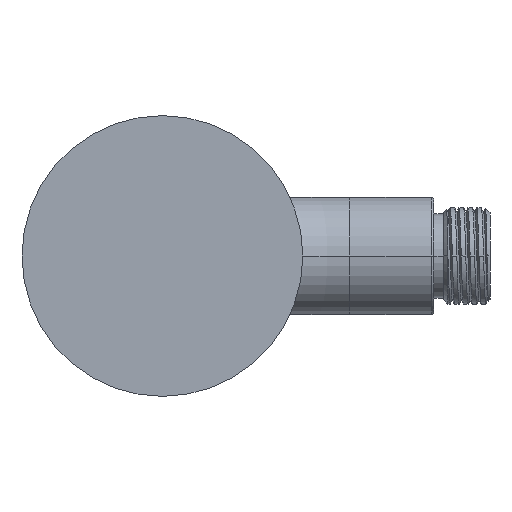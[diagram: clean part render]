
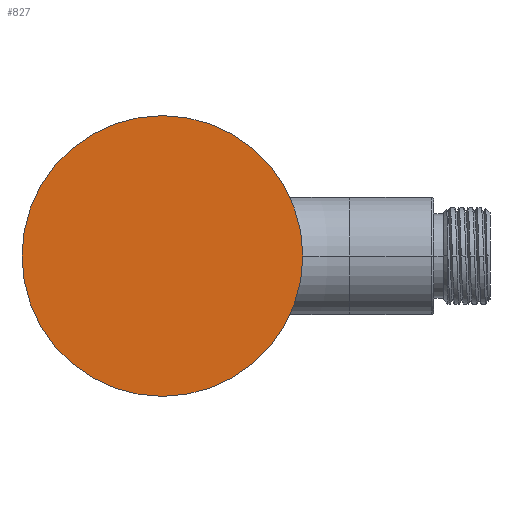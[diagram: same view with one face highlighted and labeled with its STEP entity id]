
A CAD part, left-side view. The second image highlights one B-rep face of the part: STEP entity #827.
In plain terms, the highlighted planar face has unit normal (-1, 0, 0).
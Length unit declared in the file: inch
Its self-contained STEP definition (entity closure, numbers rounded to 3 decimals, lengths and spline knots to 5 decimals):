
#1=CARTESIAN_POINT('',(0.,0.,0.));
#2=DIRECTION('',(1.,0.,0.));
#3=DIRECTION('',(0.,0.,-1.));
#4=AXIS2_PLACEMENT_3D('',#1,#2,#3);
#6=CARTESIAN_POINT('',(0.,0.,0.));
#7=DIRECTION('',(1.,0.,0.));
#8=DIRECTION('',(0.,0.,1.));
#9=AXIS2_PLACEMENT_3D('',#6,#7,#8);
#738=CARTESIAN_POINT('',(0.,0.,-30.));
#739=CARTESIAN_POINT('',(0.,0.,30.));
#740=VERTEX_POINT('',#738);
#741=VERTEX_POINT('',#739);
#816=CARTESIAN_POINT('',(0.,0.,0.));
#817=DIRECTION('',(1.,0.,0.));
#818=DIRECTION('',(0.,0.,-1.));
#819=AXIS2_PLACEMENT_3D('',#816,#817,#818);
#820=PLANE('',#819);
#822=ORIENTED_EDGE('',*,*,#821,.T.);
#824=ORIENTED_EDGE('',*,*,#823,.T.);
#825=EDGE_LOOP('',(#822,#824));
#826=FACE_OUTER_BOUND('',#825,.F.);
#827=ADVANCED_FACE('',(#826),#820,.F.);
#5=CIRCLE('',#4,30.);
#10=CIRCLE('',#9,30.);
#821=EDGE_CURVE('',#740,#741,#5,.T.);
#823=EDGE_CURVE('',#741,#740,#10,.T.);
